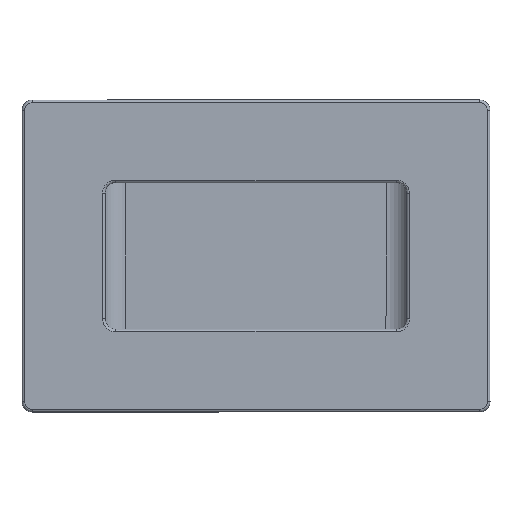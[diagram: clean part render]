
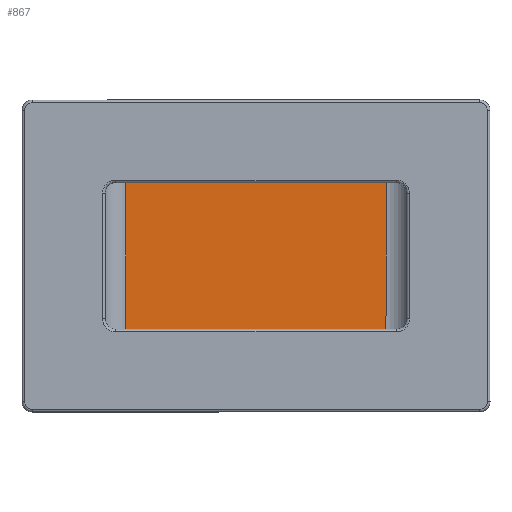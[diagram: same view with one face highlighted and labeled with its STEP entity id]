
A CAD part, front view. The second image highlights one B-rep face of the part: STEP entity #867.
In plain terms, the highlighted planar face has unit normal (0, -1, 0).
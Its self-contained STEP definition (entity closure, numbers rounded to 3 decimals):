
#635 = VERTEX_POINT ( 'NONE', #3556 ) ;
#740 = EDGE_CURVE ( 'NONE', #635, #793, #3869, .T. ) ;
#771 = EDGE_LOOP ( 'NONE', ( #868, #844, #851, #856 ) ) ;
#793 = VERTEX_POINT ( 'NONE', #4006 ) ;
#844 = ORIENTED_EDGE ( 'NONE', *, *, #846, .F. ) ;
#845 = EDGE_CURVE ( 'NONE', #847, #850, #4225, .T. ) ;
#846 = EDGE_CURVE ( 'NONE', #850, #635, #4220, .T. ) ;
#847 = VERTEX_POINT ( 'NONE', #4200 ) ;
#850 = VERTEX_POINT ( 'NONE', #4221 ) ;
#851 = ORIENTED_EDGE ( 'NONE', *, *, #845, .F. ) ;
#852 = EDGE_CURVE ( 'NONE', #793, #847, #4232, .T. ) ;
#856 = ORIENTED_EDGE ( 'NONE', *, *, #852, .F. ) ;
#867 = ADVANCED_FACE ( 'NONE', ( #4284 ), #4278, .T. ) ;
#868 = ORIENTED_EDGE ( 'NONE', *, *, #740, .F. ) ;
#3556 = CARTESIAN_POINT ( 'NONE',  ( -25., 14., -17. ) ) ;
#3866 = DIRECTION ( 'NONE',  ( 0., 0., 1. ) ) ;
#3867 = VECTOR ( 'NONE', #3866, 1000. ) ;
#3868 = CARTESIAN_POINT ( 'NONE',  ( -25., 14., 0. ) ) ;
#3869 = LINE ( 'NONE', #3868, #3867 ) ;
#4006 = CARTESIAN_POINT ( 'NONE',  ( -25., 14., 17. ) ) ;
#4200 = CARTESIAN_POINT ( 'NONE',  ( 25., 14., 17. ) ) ;
#4210 = DIRECTION ( 'NONE',  ( 1., 0., 0. ) ) ;
#4211 = VECTOR ( 'NONE', #4210, 1000. ) ;
#4217 = DIRECTION ( 'NONE',  ( -1., 0., 0. ) ) ;
#4218 = VECTOR ( 'NONE', #4217, 1000. ) ;
#4219 = CARTESIAN_POINT ( 'NONE',  ( 0., 14., -17. ) ) ;
#4220 = LINE ( 'NONE', #4219, #4218 ) ;
#4221 = CARTESIAN_POINT ( 'NONE',  ( 25., 14., -17. ) ) ;
#4223 = DIRECTION ( 'NONE',  ( 0., 0., -1. ) ) ;
#4225 = LINE ( 'NONE', #4230, #4229 ) ;
#4229 = VECTOR ( 'NONE', #4223, 1000. ) ;
#4230 = CARTESIAN_POINT ( 'NONE',  ( 25., 14., 0. ) ) ;
#4231 = CARTESIAN_POINT ( 'NONE',  ( 0., 14., 17. ) ) ;
#4232 = LINE ( 'NONE', #4231, #4211 ) ;
#4278 = PLANE ( 'NONE',  #4318 ) ;
#4284 = FACE_OUTER_BOUND ( 'NONE', #771, .T. ) ;
#4315 = DIRECTION ( 'NONE',  ( 0., 0., -1. ) ) ;
#4316 = DIRECTION ( 'NONE',  ( 0., -1., 0. ) ) ;
#4317 = CARTESIAN_POINT ( 'NONE',  ( -25., 14., 17. ) ) ;
#4318 = AXIS2_PLACEMENT_3D ( 'NONE', #4317, #4316, #4315 ) ;
